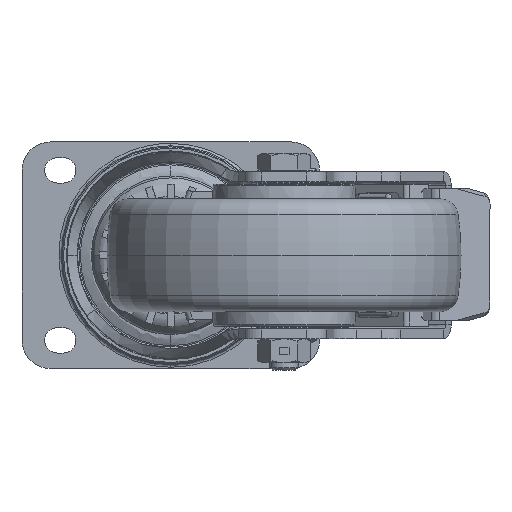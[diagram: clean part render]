
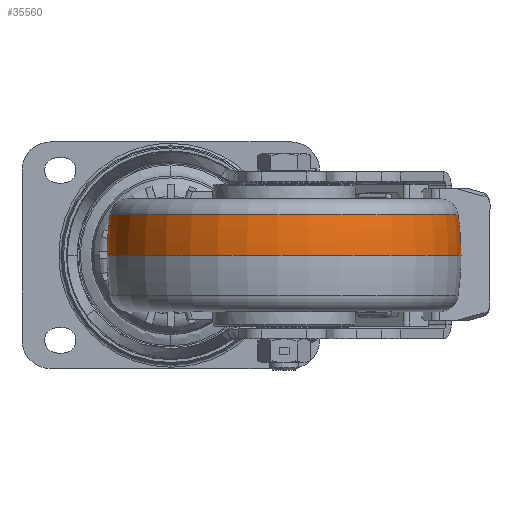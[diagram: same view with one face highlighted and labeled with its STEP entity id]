
A CAD part, front view. The second image highlights one B-rep face of the part: STEP entity #35560.
In plain terms, the highlighted toroidal (fillet/blend) face has major radius 37.5 mm and minor radius 100 mm.
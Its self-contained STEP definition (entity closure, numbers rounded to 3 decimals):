
#3256 = CARTESIAN_POINT ( 'NONE',  ( -21.418, -90.36, 14.359 ) ) ;
#4718 = ORIENTED_EDGE ( 'NONE', *, *, #20794, .T. ) ;
#5826 = EDGE_CURVE ( 'NONE', #48132, #28950, #29392, .T. ) ;
#6114 = DIRECTION ( 'NONE',  ( 0.035, 0.999, 0. ) ) ;
#6296 = AXIS2_PLACEMENT_3D ( 'NONE', #7242, #40488, #12051 ) ;
#6475 = TOROIDAL_SURFACE ( 'NONE', #51511, -37.5, 100. ) ;
#7242 = CARTESIAN_POINT ( 'NONE',  ( 40., -92.5, 14.359 ) ) ;
#7856 = DIRECTION ( 'NONE',  ( -0.999, 0.035, 0. ) ) ;
#8687 = EDGE_CURVE ( 'NONE', #37744, #38519, #45797, .T. ) ;
#9464 = CARTESIAN_POINT ( 'NONE',  ( 102.462, -94.676, 0. ) ) ;
#10435 = ORIENTED_EDGE ( 'NONE', *, *, #18002, .F. ) ;
#12051 = DIRECTION ( 'NONE',  ( -0.999, 0.035, 0. ) ) ;
#15483 = DIRECTION ( 'NONE',  ( -0.035, -0.999, 0. ) ) ;
#18002 = EDGE_CURVE ( 'NONE', #48132, #37744, #32002, .T. ) ;
#19230 = DIRECTION ( 'NONE',  ( 0., 0., -1. ) ) ;
#20794 = EDGE_CURVE ( 'NONE', #28950, #38519, #33638, .T. ) ;
#28950 = VERTEX_POINT ( 'NONE', #3256 ) ;
#29392 = CIRCLE ( 'NONE', #6296, 61.456 ) ;
#30161 = ORIENTED_EDGE ( 'NONE', *, *, #5826, .T. ) ;
#30418 = AXIS2_PLACEMENT_3D ( 'NONE', #47714, #19230, #52484 ) ;
#32002 = CIRCLE ( 'NONE', #44521, 100. ) ;
#32839 = AXIS2_PLACEMENT_3D ( 'NONE', #43986, #15483, #48732 ) ;
#33638 = CIRCLE ( 'NONE', #32839, 100. ) ;
#33896 = ORIENTED_EDGE ( 'NONE', *, *, #8687, .F. ) ;
#34609 = CARTESIAN_POINT ( 'NONE',  ( 2.523, -91.194, -0.056 ) ) ;
#34678 = CARTESIAN_POINT ( 'NONE',  ( -22.462, -90.324, 0. ) ) ;
#35560 = ADVANCED_FACE ( 'NONE', ( #60113 ), #6475, .T. ) ;
#36332 = DIRECTION ( 'NONE',  ( 0., 0., -1. ) ) ;
#37744 = VERTEX_POINT ( 'NONE', #9464 ) ;
#38519 = VERTEX_POINT ( 'NONE', #34678 ) ;
#39372 = DIRECTION ( 'NONE',  ( -0.999, 0.035, 0. ) ) ;
#40488 = DIRECTION ( 'NONE',  ( 0., 0., -1. ) ) ;
#43986 = CARTESIAN_POINT ( 'NONE',  ( 77.477, -93.806, -0.056 ) ) ;
#44521 = AXIS2_PLACEMENT_3D ( 'NONE', #34609, #6114, #39372 ) ;
#45797 = CIRCLE ( 'NONE', #30418, 62.5 ) ;
#47714 = CARTESIAN_POINT ( 'NONE',  ( 40., -92.5, 0. ) ) ;
#48132 = VERTEX_POINT ( 'NONE', #55704 ) ;
#48732 = DIRECTION ( 'NONE',  ( 0.999, -0.035, 0. ) ) ;
#51511 = AXIS2_PLACEMENT_3D ( 'NONE', #59869, #36332, #7856 ) ;
#52484 = DIRECTION ( 'NONE',  ( -0.999, 0.035, 0. ) ) ;
#54231 = EDGE_LOOP ( 'NONE', ( #10435, #30161, #4718, #33896 ) ) ;
#55704 = CARTESIAN_POINT ( 'NONE',  ( 101.418, -94.64, 14.359 ) ) ;
#59869 = CARTESIAN_POINT ( 'NONE',  ( 40., -92.5, -0.056 ) ) ;
#60113 = FACE_OUTER_BOUND ( 'NONE', #54231, .T. ) ;
